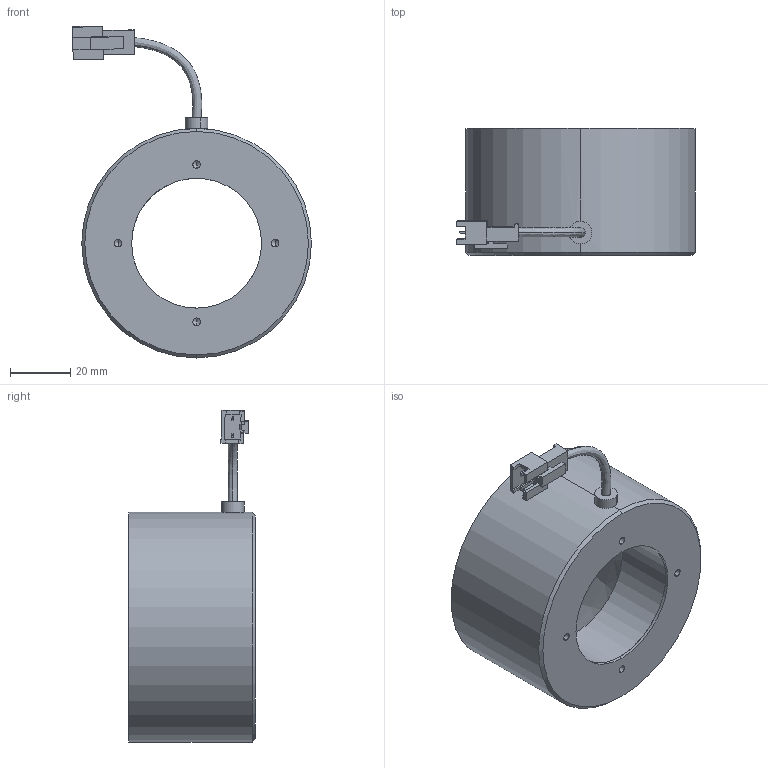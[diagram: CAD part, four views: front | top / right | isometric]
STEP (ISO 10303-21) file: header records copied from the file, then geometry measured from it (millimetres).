
FILE_DESCRIPTION (( 'STEP AP214' ), '1' );
FILE_NAME ('LT2RZF070-60-2-B-24V-ASSEMBLY.STEP', '2018-06-06T04:02:43', ( '' ), ( '' ), 'SwSTEP 2.0', 'SolidWorks 2016', '' );
FILE_SCHEMA (( 'AUTOMOTIVE_DESIGN' ));
Length unit declared in the file: millimetre
Products named in the file (8): DLR2-60-070-DIFFUSER___; LT2RZF070-60-2-B-24V-ASSEMBLY; M5-24V CABLE___; DLR2-60-070-PCB; CABLE 3MM; CABLE CLAMP; 24V CONNECTER; DLR2-60-070-CASING
Assembly tree (7 placements, depth 3):
  LT2RZF070-60-2-B-24V-ASSEMBLY
    DLR2-60-070-CASING
    DLR2-60-070-DIFFUSER___
    DLR2-60-070-PCB
    M5-24V CABLE___
      CABLE 3MM
      24V CONNECTER
      CABLE CLAMP
Bounding box: 79.04 x 42 x 109.89 mm (x, y, z)
Volume: 57058.9 mm3; surface area: 49642.3 mm2
Topology: 6 solids, 6 shells, 160 faces, 385 edges, 240 vertices
Faces by surface type: plane 82, cylinder 48, cone 16, torus 12, bspline 2
Entity records: 5371 total; most frequent: CARTESIAN_POINT 1156, DIRECTION 821, ORIENTED_EDGE 754, EDGE_CURVE 377, AXIS2_PLACEMENT_3D 291, VERTEX_POINT 240, LINE 239, VECTOR 239
